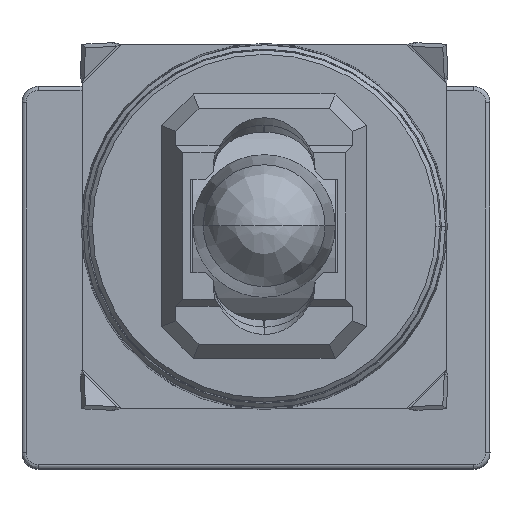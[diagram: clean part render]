
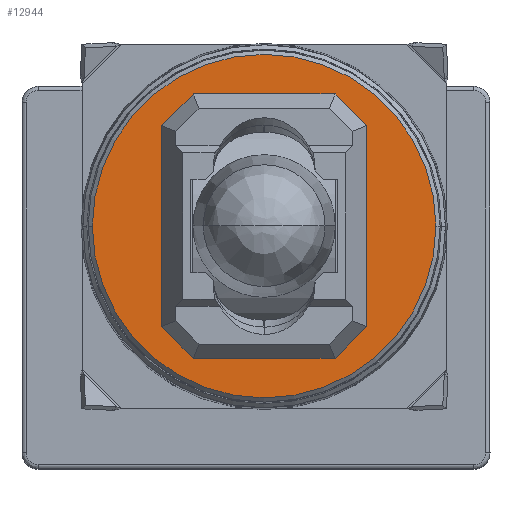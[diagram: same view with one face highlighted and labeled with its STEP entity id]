
A CAD part, top view. The second image highlights one B-rep face of the part: STEP entity #12944.
In plain terms, the highlighted planar face has unit normal (0, 0, 1).
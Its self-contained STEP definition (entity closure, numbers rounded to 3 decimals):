
#56 = EDGE_LOOP ( 'NONE', ( #9429, #861 ) ) ;
#124 = DIRECTION ( 'NONE',  ( 0.707, 0.707, 0. ) ) ;
#133 = CARTESIAN_POINT ( 'NONE',  ( -5.039, 0., 9.6 ) ) ;
#421 = PLANE ( 'NONE',  #14764 ) ;
#642 = DIRECTION ( 'NONE',  ( 1., 0., 0. ) ) ;
#649 = ORIENTED_EDGE ( 'NONE', *, *, #7434, .T. ) ;
#861 = ORIENTED_EDGE ( 'NONE', *, *, #5695, .T. ) ;
#1364 = EDGE_CURVE ( 'NONE', #10798, #1938, #2820, .T. ) ;
#1881 = LINE ( 'NONE', #7348, #5382 ) ;
#1894 = EDGE_CURVE ( 'NONE', #6708, #3102, #7448, .T. ) ;
#1938 = VERTEX_POINT ( 'NONE', #2333 ) ;
#1957 = EDGE_CURVE ( 'NONE', #10798, #3746, #11903, .T. ) ;
#2333 = CARTESIAN_POINT ( 'NONE',  ( 3.487, -6.493, 9.6 ) ) ;
#2820 = LINE ( 'NONE', #8268, #7500 ) ;
#3044 = CARTESIAN_POINT ( 'NONE',  ( 8.443, 0., 9.6 ) ) ;
#3102 = VERTEX_POINT ( 'NONE', #17494 ) ;
#3399 = DIRECTION ( 'NONE',  ( 0., 0., 1. ) ) ;
#3746 = VERTEX_POINT ( 'NONE', #17018 ) ;
#3787 = CARTESIAN_POINT ( 'NONE',  ( -3.487, 6.493, 9.6 ) ) ;
#4038 = DIRECTION ( 'NONE',  ( -1., 0., 0. ) ) ;
#4138 = DIRECTION ( 'NONE',  ( 0.707, -0.707, 0. ) ) ;
#4907 = ORIENTED_EDGE ( 'NONE', *, *, #1957, .F. ) ;
#4913 = VECTOR ( 'NONE', #5126, 1000. ) ;
#4932 = CARTESIAN_POINT ( 'NONE',  ( -3.487, -6.493, 9.6 ) ) ;
#5038 = VECTOR ( 'NONE', #4138, 1000. ) ;
#5126 = DIRECTION ( 'NONE',  ( 0., 1., 0. ) ) ;
#5382 = VECTOR ( 'NONE', #12795, 1000. ) ;
#5616 = DIRECTION ( 'NONE',  ( 0., -1., 0. ) ) ;
#5624 = VERTEX_POINT ( 'NONE', #3044 ) ;
#5666 = AXIS2_PLACEMENT_3D ( 'NONE', #10821, #16283, #4038 ) ;
#5695 = EDGE_CURVE ( 'NONE', #5624, #13918, #7017, .T. ) ;
#5698 = VECTOR ( 'NONE', #124, 1000. ) ;
#5899 = CARTESIAN_POINT ( 'NONE',  ( -8.544, -8.544, 9.6 ) ) ;
#6537 = CARTESIAN_POINT ( 'NONE',  ( -8.443, 0., 9.6 ) ) ;
#6708 = VERTEX_POINT ( 'NONE', #3787 ) ;
#6942 = LINE ( 'NONE', #12383, #5698 ) ;
#7017 = CIRCLE ( 'NONE', #16993, 8.443 ) ;
#7235 = FACE_BOUND ( 'NONE', #15268, .T. ) ;
#7348 = CARTESIAN_POINT ( 'NONE',  ( 0., -6.493, 9.6 ) ) ;
#7402 = VERTEX_POINT ( 'NONE', #16815 ) ;
#7434 = EDGE_CURVE ( 'NONE', #1938, #12416, #1881, .T. ) ;
#7448 = LINE ( 'NONE', #12899, #10892 ) ;
#7500 = VECTOR ( 'NONE', #13735, 1000. ) ;
#7663 = ORIENTED_EDGE ( 'NONE', *, *, #1364, .T. ) ;
#8253 = EDGE_CURVE ( 'NONE', #7402, #6708, #6942, .T. ) ;
#8268 = CARTESIAN_POINT ( 'NONE',  ( 5.039, -4.941, 9.6 ) ) ;
#8501 = EDGE_CURVE ( 'NONE', #12416, #12050, #17166, .T. ) ;
#8843 = DIRECTION ( 'NONE',  ( -1., 0., 0. ) ) ;
#9080 = CARTESIAN_POINT ( 'NONE',  ( 5.039, -4.941, 9.6 ) ) ;
#9429 = ORIENTED_EDGE ( 'NONE', *, *, #12457, .T. ) ;
#10179 = VECTOR ( 'NONE', #5616, 1000. ) ;
#10362 = DIRECTION ( 'NONE',  ( -0.707, 0.707, 0. ) ) ;
#10550 = CARTESIAN_POINT ( 'NONE',  ( -3.487, -6.493, 9.6 ) ) ;
#10798 = VERTEX_POINT ( 'NONE', #9080 ) ;
#10821 = CARTESIAN_POINT ( 'NONE',  ( 0., 0., 9.6 ) ) ;
#10892 = VECTOR ( 'NONE', #642, 1000. ) ;
#10924 = LINE ( 'NONE', #16384, #5038 ) ;
#11274 = EDGE_CURVE ( 'NONE', #3102, #3746, #10924, .T. ) ;
#11330 = DIRECTION ( 'NONE',  ( 0., 0., 1. ) ) ;
#11827 = ORIENTED_EDGE ( 'NONE', *, *, #13217, .F. ) ;
#11903 = LINE ( 'NONE', #17358, #4913 ) ;
#12050 = VERTEX_POINT ( 'NONE', #17558 ) ;
#12383 = CARTESIAN_POINT ( 'NONE',  ( -5.039, 4.941, 9.6 ) ) ;
#12398 = LINE ( 'NONE', #133, #10179 ) ;
#12416 = VERTEX_POINT ( 'NONE', #10550 ) ;
#12457 = EDGE_CURVE ( 'NONE', #13918, #5624, #13365, .T. ) ;
#12683 = FACE_OUTER_BOUND ( 'NONE', #56, .T. ) ;
#12795 = DIRECTION ( 'NONE',  ( -1., 0., 0. ) ) ;
#12899 = CARTESIAN_POINT ( 'NONE',  ( 0., 6.493, 9.6 ) ) ;
#12944 = ADVANCED_FACE ( 'NONE', ( #7235, #12683 ), #421, .T. ) ;
#13217 = EDGE_CURVE ( 'NONE', #7402, #12050, #12398, .T. ) ;
#13222 = ORIENTED_EDGE ( 'NONE', *, *, #11274, .T. ) ;
#13365 = CIRCLE ( 'NONE', #5666, 8.443 ) ;
#13735 = DIRECTION ( 'NONE',  ( -0.707, -0.707, 0. ) ) ;
#13918 = VERTEX_POINT ( 'NONE', #6537 ) ;
#14549 = VECTOR ( 'NONE', #10362, 1000. ) ;
#14764 = AXIS2_PLACEMENT_3D ( 'NONE', #5899, #11330, #16789 ) ;
#15268 = EDGE_LOOP ( 'NONE', ( #4907, #7663, #649, #17006, #11827, #17482, #15760, #13222 ) ) ;
#15648 = CARTESIAN_POINT ( 'NONE',  ( 0., 0., 9.6 ) ) ;
#15760 = ORIENTED_EDGE ( 'NONE', *, *, #1894, .T. ) ;
#16283 = DIRECTION ( 'NONE',  ( 0., 0., 1. ) ) ;
#16384 = CARTESIAN_POINT ( 'NONE',  ( 3.487, 6.493, 9.6 ) ) ;
#16789 = DIRECTION ( 'NONE',  ( 1., 0., 0. ) ) ;
#16815 = CARTESIAN_POINT ( 'NONE',  ( -5.039, 4.941, 9.6 ) ) ;
#16993 = AXIS2_PLACEMENT_3D ( 'NONE', #15648, #3399, #8843 ) ;
#17006 = ORIENTED_EDGE ( 'NONE', *, *, #8501, .T. ) ;
#17018 = CARTESIAN_POINT ( 'NONE',  ( 5.039, 4.941, 9.6 ) ) ;
#17166 = LINE ( 'NONE', #4932, #14549 ) ;
#17358 = CARTESIAN_POINT ( 'NONE',  ( 5.039, 0., 9.6 ) ) ;
#17482 = ORIENTED_EDGE ( 'NONE', *, *, #8253, .T. ) ;
#17494 = CARTESIAN_POINT ( 'NONE',  ( 3.487, 6.493, 9.6 ) ) ;
#17558 = CARTESIAN_POINT ( 'NONE',  ( -5.039, -4.941, 9.6 ) ) ;
